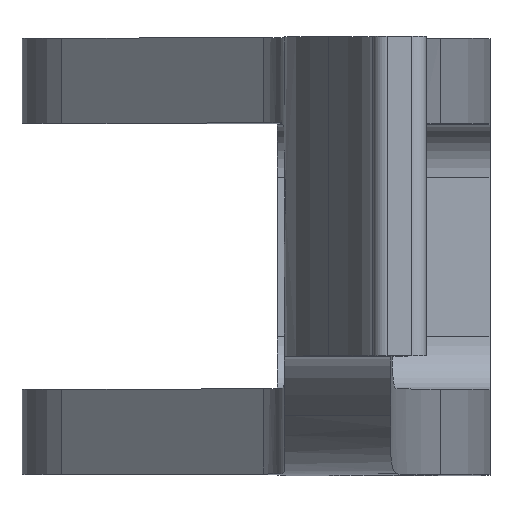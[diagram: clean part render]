
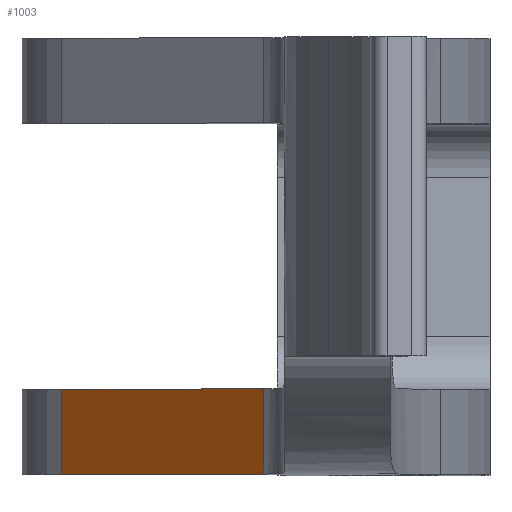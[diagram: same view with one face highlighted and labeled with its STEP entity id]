
A CAD part, top view. The second image highlights one B-rep face of the part: STEP entity #1003.
In plain terms, the highlighted planar face has unit normal (-0.703, 0, 0.712).
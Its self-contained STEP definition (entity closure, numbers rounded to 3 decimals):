
#57=PLANE('',#1127);
#94=FACE_OUTER_BOUND('',#150,.T.);
#150=EDGE_LOOP('',(#868,#869,#870,#871));
#177=LINE('',#1514,#261);
#182=LINE('',#1531,#266);
#229=LINE('',#1723,#313);
#239=LINE('',#1798,#323);
#261=VECTOR('',#1183,10.);
#266=VECTOR('',#1200,10.);
#313=VECTOR('',#1349,10.);
#323=VECTOR('',#1407,1.);
#408=VERTEX_POINT('',#1511);
#409=VERTEX_POINT('',#1513);
#415=VERTEX_POINT('',#1530);
#481=VERTEX_POINT('',#1722);
#510=EDGE_CURVE('',#409,#408,#177,.T.);
#519=EDGE_CURVE('',#409,#415,#182,.T.);
#604=EDGE_CURVE('',#415,#481,#229,.T.);
#631=EDGE_CURVE('',#481,#408,#239,.T.);
#868=ORIENTED_EDGE('',*,*,#519,.F.);
#869=ORIENTED_EDGE('',*,*,#510,.T.);
#870=ORIENTED_EDGE('',*,*,#631,.F.);
#871=ORIENTED_EDGE('',*,*,#604,.F.);
#1003=ADVANCED_FACE('',(#94),#57,.F.);
#1127=AXIS2_PLACEMENT_3D('',#1797,#1405,#1406);
#1183=DIRECTION('',(-0.712,0.,-0.703));
#1200=DIRECTION('',(0.,-1.,0.));
#1349=DIRECTION('',(-0.712,0.,-0.703));
#1405=DIRECTION('center_axis',(0.703,0.,-0.712));
#1406=DIRECTION('ref_axis',(0.712,0.,0.703));
#1407=DIRECTION('',(0.,1.,0.));
#1511=CARTESIAN_POINT('',(19.93,-19.75,-6.333));
#1513=CARTESIAN_POINT('',(25.605,-19.75,-0.73));
#1514=CARTESIAN_POINT('',(22.726,-19.75,-3.573));
#1530=CARTESIAN_POINT('',(25.605,-22.15,-0.73));
#1531=CARTESIAN_POINT('',(25.605,-27.08,-0.73));
#1722=CARTESIAN_POINT('',(19.93,-22.15,-6.333));
#1723=CARTESIAN_POINT('',(22.726,-22.15,-3.573));
#1797=CARTESIAN_POINT('Origin',(26.247,-19.95,-0.096));
#1798=CARTESIAN_POINT('',(19.93,-19.95,-6.333));
